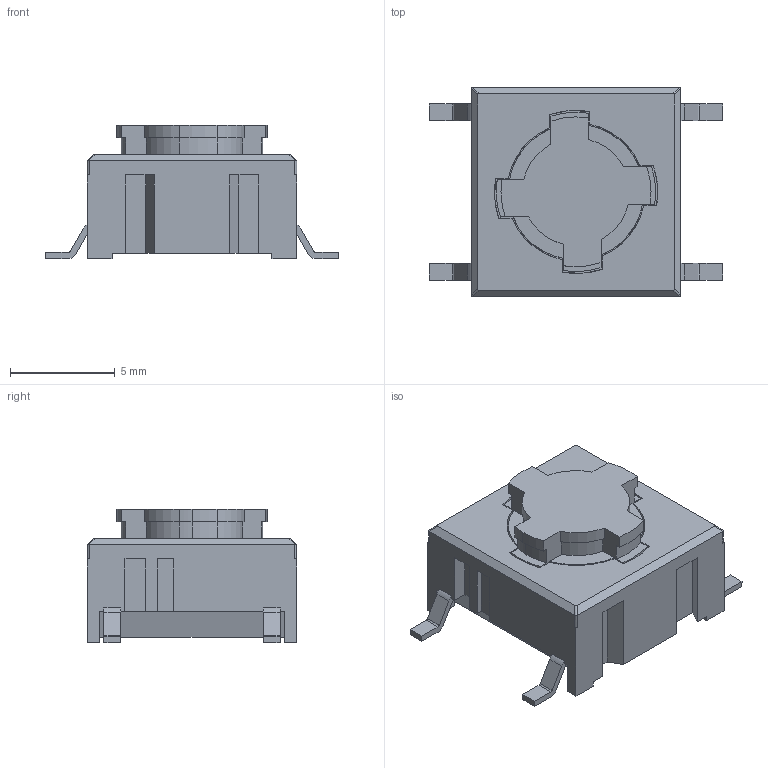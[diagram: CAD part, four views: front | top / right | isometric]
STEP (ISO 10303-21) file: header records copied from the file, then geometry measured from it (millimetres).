
FILE_DESCRIPTION (( 'STEP AP214' ), '1' );
FILE_NAME ('5ESH9.STEP', '2014-12-11T10:27:21', ( '' ), ( '' ), 'SwSTEP 2.0', 'SolidWorks 2014', '' );
FILE_SCHEMA (( 'AUTOMOTIVE_DESIGN' ));
Length unit declared in the file: millimetre
Products named in the file (1): 5ESH9
Bounding box: 14 x 10 x 6.37 mm (x, y, z)
Volume: 469.8 mm3; surface area: 536.3 mm2
Topology: 1 solids, 1 shells, 313 faces, 934 edges, 616 vertices
Faces by surface type: plane 220, cylinder 62, bspline 31
Entity records: 14126 total; most frequent: CARTESIAN_POINT 2321, ORIENTED_EDGE 1868, DIRECTION 1578, EDGE_CURVE 934, VECTOR 696, LINE 696, VERTEX_POINT 616, AXIS2_PLACEMENT_3D 441
